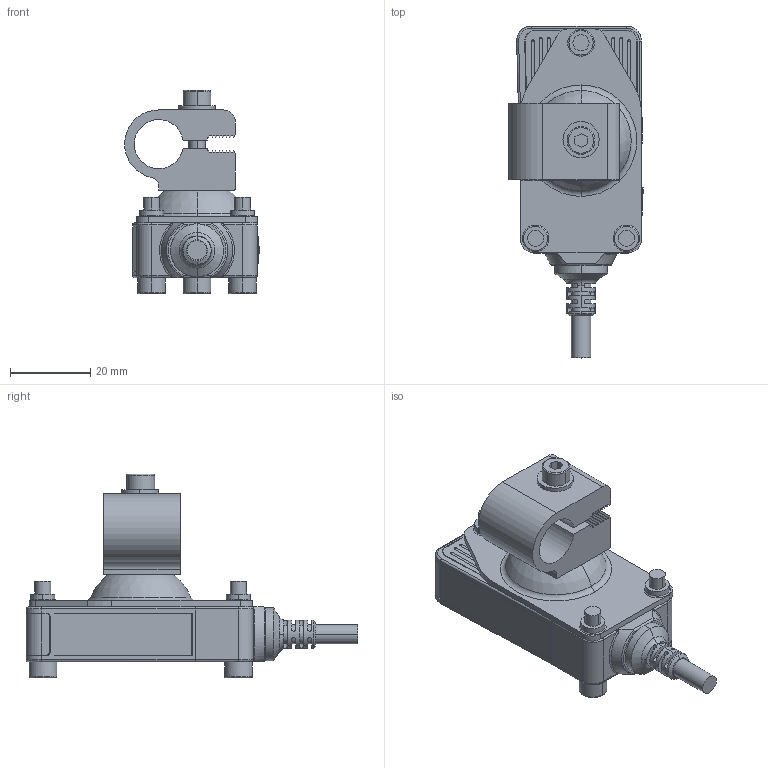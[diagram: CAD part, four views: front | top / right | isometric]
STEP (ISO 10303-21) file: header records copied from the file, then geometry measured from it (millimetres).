
FILE_DESCRIPTION((''),'2;1');
FILE_NAME('CAD1045','2009-03-18T',('cludewig'),(''),'PRO/ENGINEER BY PARAMETRIC TECHNOLOGY CORPORATION, 2006300','PRO/ENGINEER BY PARAMETRIC TECHNOLOGY CORPORATION, 2006300','');
FILE_SCHEMA(('CONFIG_CONTROL_DESIGN'));
Length unit declared in the file: millimetre
Products named in the file (1): CAD1045
Bounding box: 33.5 x 82.5 x 50.6 mm (x, y, z)
Volume: 34431.8 mm3; surface area: 17160.3 mm2
Topology: 2 solids, 2 shells, 642 faces, 1578 edges, 1000 vertices
Faces by surface type: plane 243, cylinder 238, sphere 68, torus 44, bspline 38, cone 11
Entity records: 26503 total; most frequent: CARTESIAN_POINT 11213, DIRECTION 3229, ORIENTED_EDGE 3144, EDGE_CURVE 1572, AXIS2_PLACEMENT_3D 1201, VERTEX_POINT 992, VECTOR 827, LINE 827
